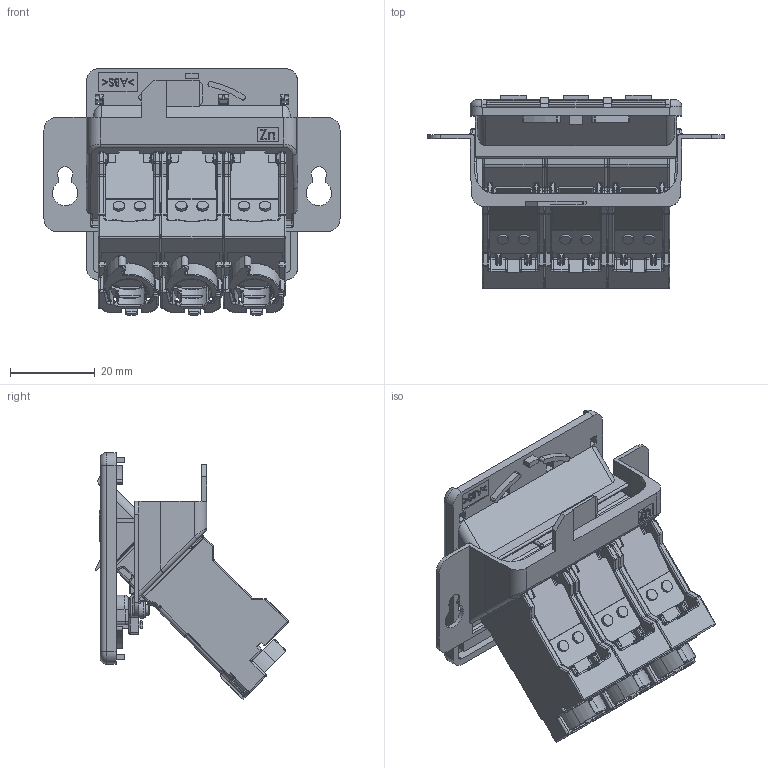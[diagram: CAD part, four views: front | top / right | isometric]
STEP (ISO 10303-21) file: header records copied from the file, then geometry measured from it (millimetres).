
FILE_DESCRIPTION (( 'STEP AP214' ), '1' );
FILE_NAME ('J00020A0512H50.STEP', '2018-06-21T08:31:46', ( '' ), ( '' ), 'SwSTEP 2.0', 'SolidWorks 2017', '' );
FILE_SCHEMA (( 'AUTOMOTIVE_DESIGN' ));
Length unit declared in the file: millimetre
Products named in the file (1): J00020A0512H50
Bounding box: 70 x 45.66 x 58.31 mm (x, y, z)
Volume: 34884.8 mm3; surface area: 32070.8 mm2
Topology: 9 solids, 13 shells, 4852 faces, 12694 edges, 7825 vertices
Faces by surface type: plane 2251, cylinder 1512, torus 485, bspline 403, sphere 130, cone 71
Entity records: 217795 total; most frequent: CARTESIAN_POINT 47971, ORIENTED_EDGE 25062, DIRECTION 23415, EDGE_CURVE 12531, AXIS2_PLACEMENT_3D 7832, VERTEX_POINT 7823, LINE 7751, VECTOR 7751
